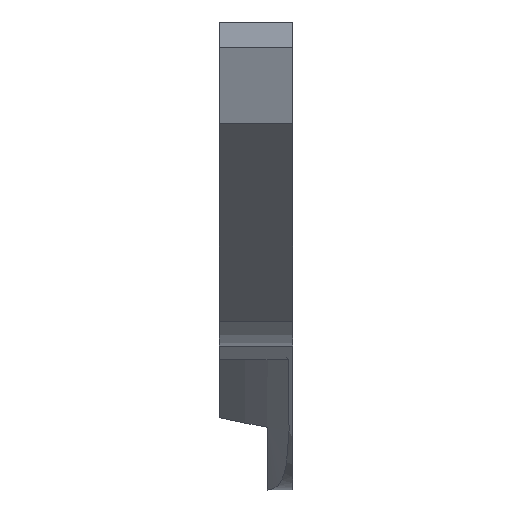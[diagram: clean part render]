
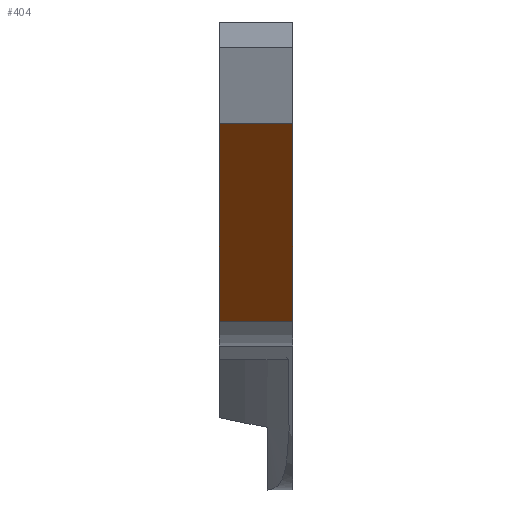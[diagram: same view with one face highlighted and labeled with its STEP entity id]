
A CAD part, front view. The second image highlights one B-rep face of the part: STEP entity #404.
In plain terms, the highlighted planar face has unit normal (0, -0.5, -0.866).
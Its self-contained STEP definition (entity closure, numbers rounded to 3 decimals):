
#53 = ORIENTED_EDGE ( 'NONE', *, *, #87, .T. ) ;
#67 = LINE ( 'NONE', #766, #670 ) ;
#84 = CARTESIAN_POINT ( 'NONE',  ( -1.38, -2.669, -2.962 ) ) ;
#87 = EDGE_CURVE ( 'NONE', #543, #959, #295, .T. ) ;
#113 = CARTESIAN_POINT ( 'NONE',  ( 1.38, -15.574, 4.489 ) ) ;
#121 = DIRECTION ( 'NONE',  ( 0., 0.866, -0.5 ) ) ;
#137 = CARTESIAN_POINT ( 'NONE',  ( 1.38, -2.669, -2.962 ) ) ;
#157 = CARTESIAN_POINT ( 'NONE',  ( 1.38, -15.574, 4.489 ) ) ;
#261 = VECTOR ( 'NONE', #262, 1000. ) ;
#262 = DIRECTION ( 'NONE',  ( -1., 0., 0. ) ) ;
#295 = LINE ( 'NONE', #502, #843 ) ;
#298 = CARTESIAN_POINT ( 'NONE',  ( -1.38, -15.574, 4.489 ) ) ;
#300 = DIRECTION ( 'NONE',  ( 0., 0.866, -0.5 ) ) ;
#315 = CARTESIAN_POINT ( 'NONE',  ( 1.38, -2.669, -2.962 ) ) ;
#323 = ORIENTED_EDGE ( 'NONE', *, *, #772, .T. ) ;
#404 = ADVANCED_FACE ( 'NONE', ( #967 ), #735, .F. ) ;
#436 = VERTEX_POINT ( 'NONE', #157 ) ;
#502 = CARTESIAN_POINT ( 'NONE',  ( -1.38, -15.574, 4.489 ) ) ;
#543 = VERTEX_POINT ( 'NONE', #298 ) ;
#561 = EDGE_LOOP ( 'NONE', ( #53, #601, #998, #323 ) ) ;
#576 = LINE ( 'NONE', #958, #261 ) ;
#587 = EDGE_CURVE ( 'NONE', #807, #959, #632, .T. ) ;
#601 = ORIENTED_EDGE ( 'NONE', *, *, #587, .F. ) ;
#617 = AXIS2_PLACEMENT_3D ( 'NONE', #113, #970, #728 ) ;
#620 = DIRECTION ( 'NONE',  ( -1., 0., 0. ) ) ;
#632 = LINE ( 'NONE', #315, #690 ) ;
#670 = VECTOR ( 'NONE', #300, 1000. ) ;
#690 = VECTOR ( 'NONE', #620, 1000. ) ;
#728 = DIRECTION ( 'NONE',  ( 0., -0.866, 0.5 ) ) ;
#735 = PLANE ( 'NONE',  #617 ) ;
#766 = CARTESIAN_POINT ( 'NONE',  ( 1.38, -15.574, 4.489 ) ) ;
#772 = EDGE_CURVE ( 'NONE', #436, #543, #576, .T. ) ;
#807 = VERTEX_POINT ( 'NONE', #137 ) ;
#843 = VECTOR ( 'NONE', #121, 1000. ) ;
#883 = EDGE_CURVE ( 'NONE', #436, #807, #67, .T. ) ;
#958 = CARTESIAN_POINT ( 'NONE',  ( 1.38, -15.574, 4.489 ) ) ;
#959 = VERTEX_POINT ( 'NONE', #84 ) ;
#967 = FACE_OUTER_BOUND ( 'NONE', #561, .T. ) ;
#970 = DIRECTION ( 'NONE',  ( 0., 0.5, 0.866 ) ) ;
#998 = ORIENTED_EDGE ( 'NONE', *, *, #883, .F. ) ;
